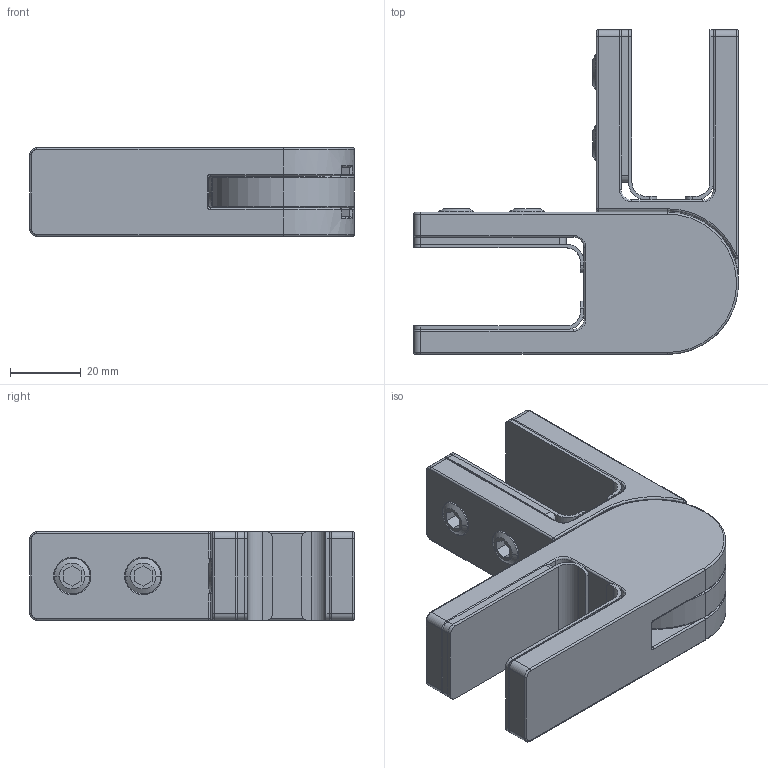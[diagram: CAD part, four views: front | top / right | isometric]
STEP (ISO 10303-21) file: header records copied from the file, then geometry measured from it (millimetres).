
FILE_DESCRIPTION (( 'STEP AP203' ), '1' );
FILE_NAME ('A14_0774-000.STEP', '2019-02-21T07:13:02', ( '' ), ( '' ), 'SwSTEP 2.0', 'SolidWorks 2013', '' );
FILE_SCHEMA (( 'CONFIG_CONTROL_DESIGN' ));
Length unit declared in the file: millimetre
Products named in the file (6): A14_0773-000.P3; A14_0774-000; DIN 913_SKRUTKA M10X10; A14_0773-000.P2; A14_0774-000.P2; A14_0774-000.P1
Assembly tree (12 placements, depth 2):
  A14_0774-000
    A14_0774-000.P1
    A14_0774-000.P2
    DIN 913_SKRUTKA M10X10  x4
    A14_0773-000.P2  x2
    A14_0773-000.P3  x4
Bounding box: 91.5 x 91.5 x 25 mm (x, y, z)
Volume: 86032.5 mm3; surface area: 45549.5 mm2
Topology: 12 solids, 12 shells, 380 faces, 891 edges, 527 vertices
Faces by surface type: cylinder 148, plane 117, torus 69, cone 24, sphere 18, bspline 4
Entity records: 9060 total; most frequent: CARTESIAN_POINT 1638, DIRECTION 1571, ORIENTED_EDGE 1294, AXIS2_PLACEMENT_3D 651, EDGE_CURVE 647, VERTEX_POINT 377, CIRCLE 357, EDGE_LOOP 294
